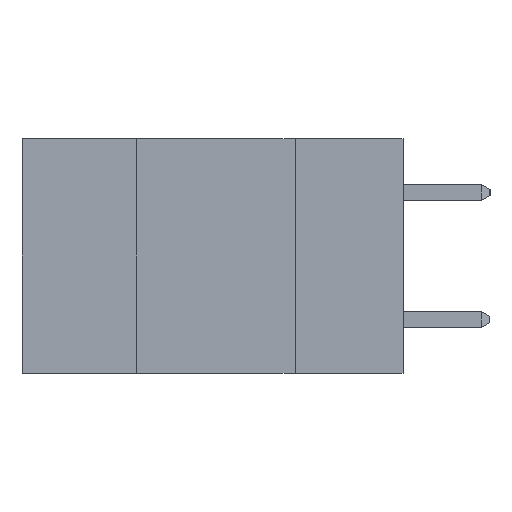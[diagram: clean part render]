
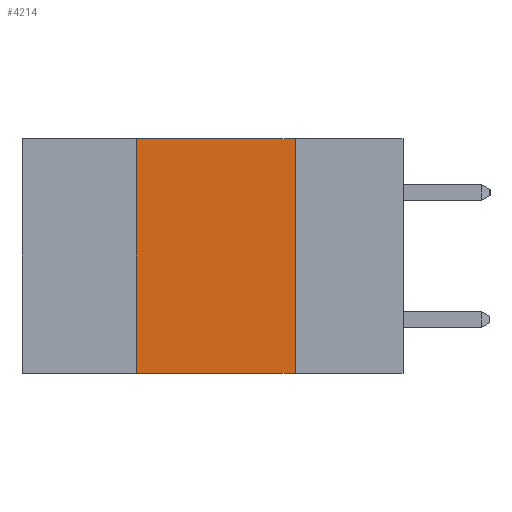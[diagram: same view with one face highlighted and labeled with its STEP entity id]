
A CAD part, left-side view. The second image highlights one B-rep face of the part: STEP entity #4214.
In plain terms, the highlighted planar face has unit normal (-1, 0, 0).
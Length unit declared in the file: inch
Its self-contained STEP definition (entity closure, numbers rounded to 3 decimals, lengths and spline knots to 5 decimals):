
#929 = LINE ( 'NONE', #2595, #7903 ) ;
#970 = DIRECTION ( 'NONE',  ( 1., 0., 0. ) ) ;
#1122 = DIRECTION ( 'NONE',  ( 0., 0., -1. ) ) ;
#1820 = EDGE_LOOP ( 'NONE', ( #2872, #5213, #2630, #2731 ) ) ;
#1888 = CARTESIAN_POINT ( 'NONE',  ( 0., 0.6, 0. ) ) ;
#2256 = LINE ( 'NONE', #7748, #8390 ) ;
#2421 = LINE ( 'NONE', #2528, #3501 ) ;
#2528 = CARTESIAN_POINT ( 'NONE',  ( 0., 0.17, 0. ) ) ;
#2595 = CARTESIAN_POINT ( 'NONE',  ( 0., 0.42, 0. ) ) ;
#2630 = ORIENTED_EDGE ( 'NONE', *, *, #5410, .F. ) ;
#2731 = ORIENTED_EDGE ( 'NONE', *, *, #5344, .T. ) ;
#2766 = EDGE_CURVE ( 'NONE', #8534, #9256, #7061, .T. ) ;
#2866 = CARTESIAN_POINT ( 'NONE',  ( 0., 0.42, -0.37 ) ) ;
#2872 = ORIENTED_EDGE ( 'NONE', *, *, #5031, .F. ) ;
#3114 = DIRECTION ( 'NONE',  ( 0., -1., 0. ) ) ;
#3501 = VECTOR ( 'NONE', #6369, 39.37008 ) ;
#4214 = ADVANCED_FACE ( 'NONE', ( #5778 ), #8906, .F. ) ;
#4648 = VECTOR ( 'NONE', #3114, 39.37008 ) ;
#5031 = EDGE_CURVE ( 'NONE', #9256, #5812, #2421, .T. ) ;
#5213 = ORIENTED_EDGE ( 'NONE', *, *, #2766, .F. ) ;
#5344 = EDGE_CURVE ( 'NONE', #6893, #5812, #2256, .T. ) ;
#5410 = EDGE_CURVE ( 'NONE', #6893, #8534, #929, .T. ) ;
#5482 = CARTESIAN_POINT ( 'NONE',  ( 0., 0.6, 0. ) ) ;
#5492 = CARTESIAN_POINT ( 'NONE',  ( 0., 0.17, 0. ) ) ;
#5682 = DIRECTION ( 'NONE',  ( 0., 0., 1. ) ) ;
#5778 = FACE_OUTER_BOUND ( 'NONE', #1820, .T. ) ;
#5812 = VERTEX_POINT ( 'NONE', #7972 ) ;
#5923 = CARTESIAN_POINT ( 'NONE',  ( 0., 0.42, 0. ) ) ;
#6369 = DIRECTION ( 'NONE',  ( 0., 0., -1. ) ) ;
#6893 = VERTEX_POINT ( 'NONE', #2866 ) ;
#7061 = LINE ( 'NONE', #5482, #4648 ) ;
#7100 = AXIS2_PLACEMENT_3D ( 'NONE', #1888, #970, #1122 ) ;
#7748 = CARTESIAN_POINT ( 'NONE',  ( 0., 0.6, -0.37 ) ) ;
#7903 = VECTOR ( 'NONE', #5682, 39.37008 ) ;
#7972 = CARTESIAN_POINT ( 'NONE',  ( 0., 0.17, -0.37 ) ) ;
#8390 = VECTOR ( 'NONE', #10068, 39.37008 ) ;
#8534 = VERTEX_POINT ( 'NONE', #5923 ) ;
#8906 = PLANE ( 'NONE',  #7100 ) ;
#9256 = VERTEX_POINT ( 'NONE', #5492 ) ;
#10068 = DIRECTION ( 'NONE',  ( 0., -1., 0. ) ) ;
